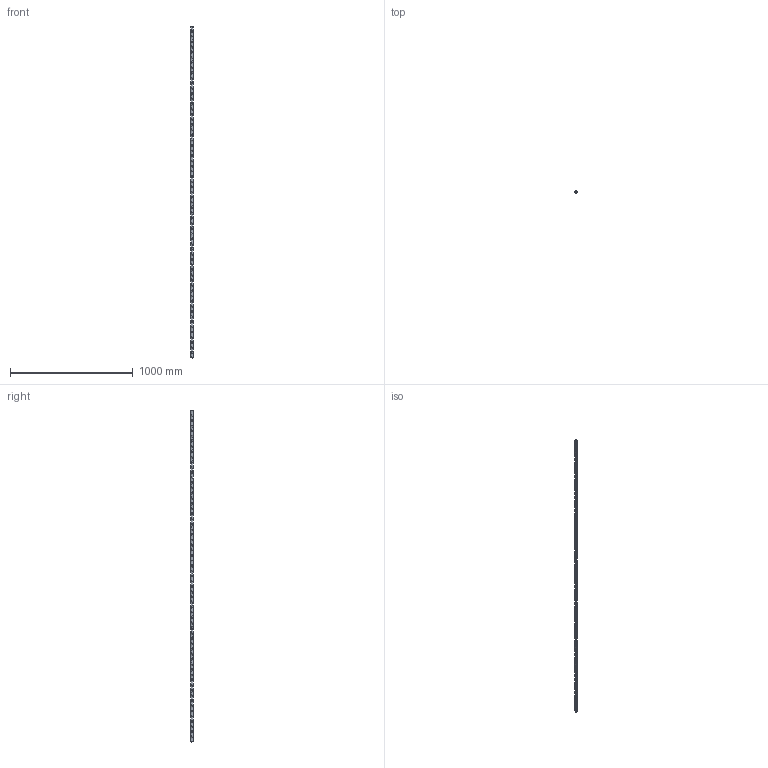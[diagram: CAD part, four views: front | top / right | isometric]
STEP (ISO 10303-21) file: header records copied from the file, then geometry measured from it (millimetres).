
FILE_DESCRIPTION (( 'STEP AP203' ), '1' );
FILE_NAME ('2019.step', '2015-09-17T14:54:08', ( '' ), ( '' ), 'SwSTEP 2.0', 'SolidWorks 2015', '' );
FILE_SCHEMA (( 'CONFIG_CONTROL_DESIGN' ));
Length unit declared in the file: millimetre
Products named in the file (1): 2019
Bounding box: 19 x 19.05 x 2700 mm (x, y, z)
Volume: 544981 mm3; surface area: 264758.5 mm2
Topology: 5 solids, 5 shells, 135 faces, 342 edges, 228 vertices
Faces by surface type: plane 79, bspline 56
Entity records: 11741 total; most frequent: CARTESIAN_POINT 8810, ORIENTED_EDGE 684, DIRECTION 382, EDGE_CURVE 342, VERTEX_POINT 228, VECTOR 222, LINE 222, EDGE_LOOP 146
